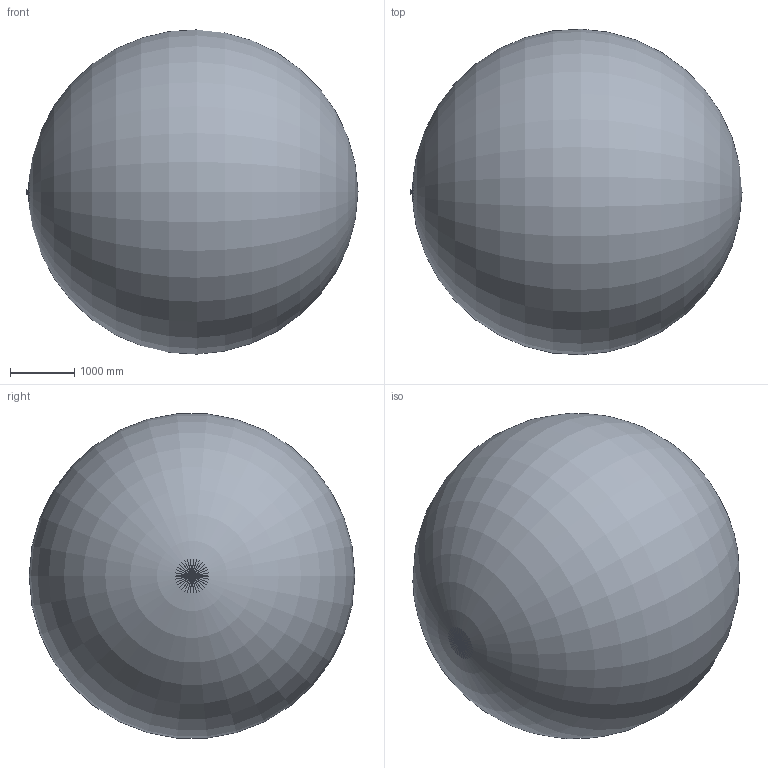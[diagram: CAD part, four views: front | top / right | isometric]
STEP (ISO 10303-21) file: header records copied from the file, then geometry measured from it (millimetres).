
FILE_DESCRIPTION(/* description */ ('Unknown'),/* implementation_level */ '2;1');
FILE_NAME(/* name */ 'GY031R-00',/* time_stamp */ '2024-10-31T11:48:15+01:00',/* author */ ('Unknown'),/* organization */ ('Unknown'),/* preprocessor_version */ 'ST-DEVELOPER v19.4',/* originating_system */ 'Solid Edge',/* authorisation */ 'Unknown');
FILE_SCHEMA (('AUTOMOTIVE_DESIGN {1 0 10303 214 3 1 1}'));
Products named in the file (4): GY031REXT-00; GY031-001_oa_0; GY031-01; CZ031-10
Assembly tree (3 placements, depth 3):
  GY031REXT-00
    GY031-001_oa_0
      GY031-01
    CZ031-10
Bounding box: 5155.52 x 5056.58 x 5035.01 mm (x, y, z)
Volume: 68282488793 mm3; surface area: 80813386.8 mm2
Topology: 2 solids, 2 shells, 1754 faces, 4489 edges, 2394 vertices
Faces by surface type: bspline 587, cylinder 561, plane 279, sphere 178, torus 143, cone 6
Full cylindrical faces by diameter (mm): 3.3 x1, 4.5 x1, 11 x1, 16 x1, 49 x1, 56.4 x1, 58.5 x1, 60.983 x1, 62 x1, 64 x1
Entity records: 68990 total; most frequent: CARTESIAN_POINT 21538, ORIENTED_EDGE 8194, DIRECTION 6115, EDGE_CURVE 4097, AXIS2_PLACEMENT_3D 2510, VERTEX_POINT 2384, FACE_BOUND 1797, EDGE_LOOP 1795
